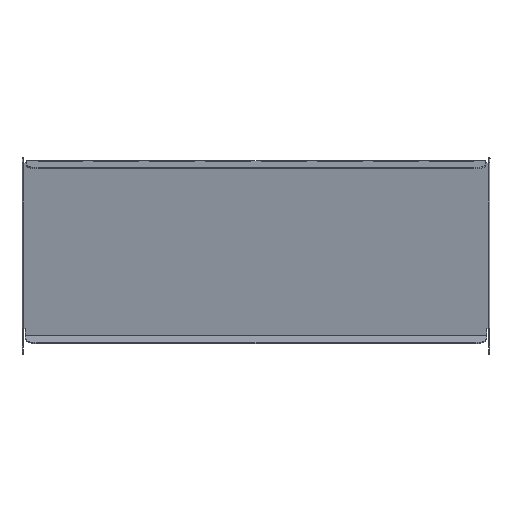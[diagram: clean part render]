
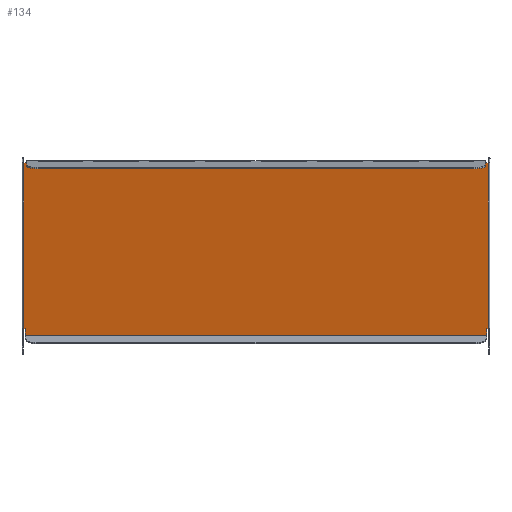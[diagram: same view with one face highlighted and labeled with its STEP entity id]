
A CAD part, front view. The second image highlights one B-rep face of the part: STEP entity #134.
In plain terms, the highlighted planar face has unit normal (0, -0.978, -0.208).
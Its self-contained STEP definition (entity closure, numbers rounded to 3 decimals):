
#134=ADVANCED_FACE('',(#258),#2321,.T.);
#258=FACE_OUTER_BOUND('',#398,.T.);
#398=EDGE_LOOP('',(#928,#929,#930,#931,#932,#933,#934,#935,#936,#937,#938,
#939));
#928=ORIENTED_EDGE('',*,*,#1449,.F.);
#929=ORIENTED_EDGE('',*,*,#1423,.F.);
#930=ORIENTED_EDGE('',*,*,#1450,.T.);
#931=ORIENTED_EDGE('',*,*,#1208,.T.);
#932=ORIENTED_EDGE('',*,*,#1214,.T.);
#933=ORIENTED_EDGE('',*,*,#1210,.F.);
#934=ORIENTED_EDGE('',*,*,#1442,.F.);
#935=ORIENTED_EDGE('',*,*,#1199,.T.);
#936=ORIENTED_EDGE('',*,*,#1441,.F.);
#937=ORIENTED_EDGE('',*,*,#1230,.F.);
#938=ORIENTED_EDGE('',*,*,#1222,.T.);
#939=ORIENTED_EDGE('',*,*,#1229,.F.);
#1199=EDGE_CURVE('',#2066,#2061,#1585,.T.);
#1208=EDGE_CURVE('',#2076,#2084,#1594,.T.);
#1210=EDGE_CURVE('',#2079,#2085,#1596,.T.);
#1214=EDGE_CURVE('',#2084,#2085,#1600,.T.);
#1222=EDGE_CURVE('',#2095,#2093,#1604,.T.);
#1229=EDGE_CURVE('',#2075,#2093,#1607,.T.);
#1230=EDGE_CURVE('',#2095,#2072,#1608,.T.);
#1423=EDGE_CURVE('',#2220,#2215,#1705,.T.);
#1441=EDGE_CURVE('',#2072,#2061,#1719,.T.);
#1442=EDGE_CURVE('',#2066,#2079,#1720,.T.);
#1449=EDGE_CURVE('',#2215,#2075,#1727,.T.);
#1450=EDGE_CURVE('',#2220,#2076,#1728,.T.);
#1585=B_SPLINE_CURVE_WITH_KNOTS('',1,(#3538,#3539),.UNSPECIFIED.,.F.,.F.,
(2,2),(0.,147.854),.UNSPECIFIED.);
#1594=B_SPLINE_CURVE_WITH_KNOTS('',1,(#3556,#3557),.UNSPECIFIED.,.F.,.F.,
(2,2),(0.,0.5),.UNSPECIFIED.);
#1596=B_SPLINE_CURVE_WITH_KNOTS('',1,(#3560,#3561),.UNSPECIFIED.,.F.,.F.,
(2,2),(0.,0.5),.UNSPECIFIED.);
#1600=B_SPLINE_CURVE_WITH_KNOTS('',1,(#3568,#3569),.UNSPECIFIED.,.F.,.F.,
(2,2),(0.,400.),.UNSPECIFIED.);
#1604=B_SPLINE_CURVE_WITH_KNOTS('',1,(#3588,#3589),.UNSPECIFIED.,.F.,.F.,
(2,2),(0.,402.),.UNSPECIFIED.);
#1607=B_SPLINE_CURVE_WITH_KNOTS('',1,(#3606,#3607),.UNSPECIFIED.,.F.,.F.,
(2,2),(0.,5.785),.UNSPECIFIED.);
#1608=B_SPLINE_CURVE_WITH_KNOTS('',1,(#3608,#3609),.UNSPECIFIED.,.F.,.F.,
(2,2),(0.,5.785),.UNSPECIFIED.);
#1705=B_SPLINE_CURVE_WITH_KNOTS('',1,(#4074,#4075),.UNSPECIFIED.,.F.,.F.,
(2,2),(0.,147.854),.UNSPECIFIED.);
#1719=B_SPLINE_CURVE_WITH_KNOTS('',1,(#4114,#4115),.UNSPECIFIED.,.F.,.F.,
(2,2),(0.,1.5),.UNSPECIFIED.);
#1720=B_SPLINE_CURVE_WITH_KNOTS('',1,(#4116,#4117),.UNSPECIFIED.,.F.,.F.,
(2,2),(0.,2.5),.UNSPECIFIED.);
#1727=B_SPLINE_CURVE_WITH_KNOTS('',1,(#4130,#4131),.UNSPECIFIED.,.F.,.F.,
(2,2),(0.,1.5),.UNSPECIFIED.);
#1728=B_SPLINE_CURVE_WITH_KNOTS('',1,(#4132,#4133),.UNSPECIFIED.,.F.,.F.,
(2,2),(0.,2.5),.UNSPECIFIED.);
#2061=VERTEX_POINT('',#3243);
#2066=VERTEX_POINT('',#3248);
#2072=VERTEX_POINT('',#3254);
#2075=VERTEX_POINT('',#3257);
#2076=VERTEX_POINT('',#3258);
#2079=VERTEX_POINT('',#3261);
#2084=VERTEX_POINT('',#3266);
#2085=VERTEX_POINT('',#3267);
#2093=VERTEX_POINT('',#3275);
#2095=VERTEX_POINT('',#3277);
#2215=VERTEX_POINT('',#3397);
#2220=VERTEX_POINT('',#3402);
#2321=PLANE('',#2515);
#2515=AXIS2_PLACEMENT_3D('',#3187,#2781,$);
#2781=DIRECTION('',(0.,-0.978,-0.208));
#3187=CARTESIAN_POINT('',(-203.2,-179.457,123.804));
#3243=CARTESIAN_POINT('',(-202.5,-148.298,-22.774));
#3248=CARTESIAN_POINT('',(-202.5,-179.041,121.848));
#3254=CARTESIAN_POINT('',(-201.,-148.298,-22.774));
#3257=CARTESIAN_POINT('',(201.,-148.298,-22.774));
#3258=CARTESIAN_POINT('',(200.,-179.041,121.848));
#3261=CARTESIAN_POINT('',(-200.,-179.041,121.848));
#3266=CARTESIAN_POINT('',(200.,-179.145,122.337));
#3267=CARTESIAN_POINT('',(-200.,-179.145,122.337));
#3275=CARTESIAN_POINT('',(201.,-147.095,-28.433));
#3277=CARTESIAN_POINT('',(-201.,-147.095,-28.433));
#3397=CARTESIAN_POINT('',(202.5,-148.298,-22.774));
#3402=CARTESIAN_POINT('',(202.5,-179.041,121.848));
#3538=CARTESIAN_POINT('',(-202.5,-179.041,121.848));
#3539=CARTESIAN_POINT('',(-202.5,-148.298,-22.774));
#3556=CARTESIAN_POINT('',(200.,-179.041,121.848));
#3557=CARTESIAN_POINT('',(200.,-179.145,122.337));
#3560=CARTESIAN_POINT('',(-200.,-179.041,121.848));
#3561=CARTESIAN_POINT('',(-200.,-179.145,122.337));
#3568=CARTESIAN_POINT('',(200.,-179.145,122.337));
#3569=CARTESIAN_POINT('',(-200.,-179.145,122.337));
#3588=CARTESIAN_POINT('',(-201.,-147.095,-28.433));
#3589=CARTESIAN_POINT('',(201.,-147.095,-28.433));
#3606=CARTESIAN_POINT('',(201.,-148.298,-22.774));
#3607=CARTESIAN_POINT('',(201.,-147.095,-28.433));
#3608=CARTESIAN_POINT('',(-201.,-147.095,-28.433));
#3609=CARTESIAN_POINT('',(-201.,-148.298,-22.774));
#4074=CARTESIAN_POINT('',(202.5,-179.041,121.848));
#4075=CARTESIAN_POINT('',(202.5,-148.298,-22.774));
#4114=CARTESIAN_POINT('',(-201.,-148.298,-22.774));
#4115=CARTESIAN_POINT('',(-202.5,-148.298,-22.774));
#4116=CARTESIAN_POINT('',(-202.5,-179.041,121.848));
#4117=CARTESIAN_POINT('',(-200.,-179.041,121.848));
#4130=CARTESIAN_POINT('',(202.5,-148.298,-22.774));
#4131=CARTESIAN_POINT('',(201.,-148.298,-22.774));
#4132=CARTESIAN_POINT('',(202.5,-179.041,121.848));
#4133=CARTESIAN_POINT('',(200.,-179.041,121.848));
